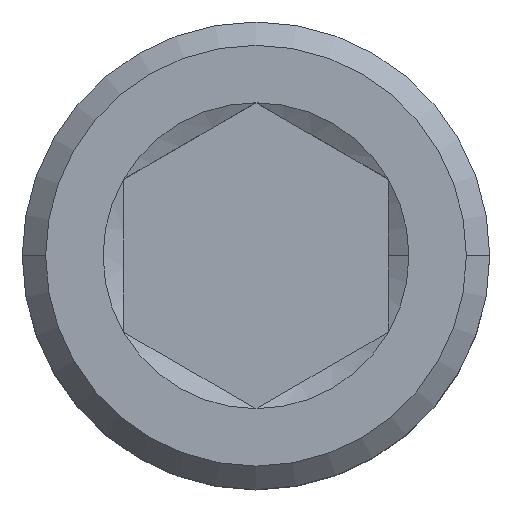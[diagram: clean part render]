
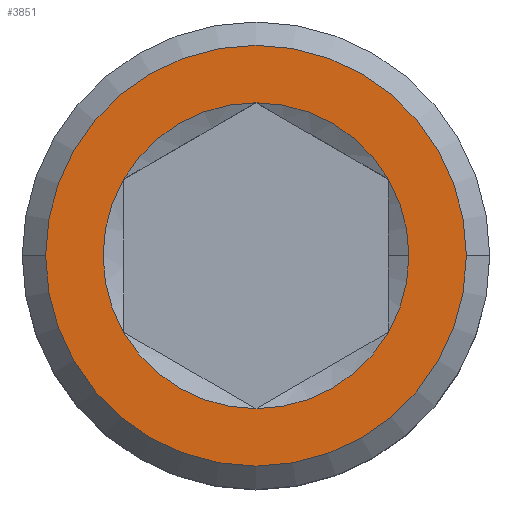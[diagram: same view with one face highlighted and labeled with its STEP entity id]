
A CAD part, top view. The second image highlights one B-rep face of the part: STEP entity #3851.
In plain terms, the highlighted planar face has unit normal (0, 0, 1).
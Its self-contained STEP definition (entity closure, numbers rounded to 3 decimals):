
#130 = ORIENTED_EDGE ( 'NONE', *, *, #3194, .F. ) ;
#273 = ORIENTED_EDGE ( 'NONE', *, *, #5251, .F. ) ;
#306 = DIRECTION ( 'NONE',  ( 1., 0., 0. ) ) ;
#360 = DIRECTION ( 'NONE',  ( 1., 0., 0. ) ) ;
#403 = DIRECTION ( 'NONE',  ( 1., 0., 0. ) ) ;
#567 = CARTESIAN_POINT ( 'NONE',  ( 13.5, 0., 60. ) ) ;
#585 = EDGE_LOOP ( 'NONE', ( #4239, #5536 ) ) ;
#819 = CARTESIAN_POINT ( 'NONE',  ( 0., 0., 60. ) ) ;
#915 = VERTEX_POINT ( 'NONE', #2840 ) ;
#933 = CARTESIAN_POINT ( 'NONE',  ( 0., 0., 60. ) ) ;
#1000 = DIRECTION ( 'NONE',  ( 1., 0., 0. ) ) ;
#1073 = VERTEX_POINT ( 'NONE', #4005 ) ;
#1156 = CIRCLE ( 'NONE', #1241, 9.815 ) ;
#1241 = AXIS2_PLACEMENT_3D ( 'NONE', #5568, #1828, #6081 ) ;
#1422 = DIRECTION ( 'NONE',  ( 0., 0., 1. ) ) ;
#1828 = DIRECTION ( 'NONE',  ( 0., 0., 1. ) ) ;
#1860 = ORIENTED_EDGE ( 'NONE', *, *, #5428, .F. ) ;
#1907 = AXIS2_PLACEMENT_3D ( 'NONE', #6293, #4152, #360 ) ;
#1932 = DIRECTION ( 'NONE',  ( 0., 0., 1. ) ) ;
#1996 = CARTESIAN_POINT ( 'NONE',  ( 0., 0., 60. ) ) ;
#2054 = CARTESIAN_POINT ( 'NONE',  ( 0., 0., 60. ) ) ;
#2197 = EDGE_CURVE ( 'NONE', #4222, #6957, #6403, .T. ) ;
#2258 = ORIENTED_EDGE ( 'NONE', *, *, #2636, .F. ) ;
#2303 = ORIENTED_EDGE ( 'NONE', *, *, #3098, .F. ) ;
#2376 = CIRCLE ( 'NONE', #2399, 9.815 ) ;
#2399 = AXIS2_PLACEMENT_3D ( 'NONE', #2054, #5828, #1000 ) ;
#2408 = CIRCLE ( 'NONE', #4153, 13.5 ) ;
#2504 = VERTEX_POINT ( 'NONE', #6294 ) ;
#2527 = DIRECTION ( 'NONE',  ( 1., 0., 0. ) ) ;
#2550 = DIRECTION ( 'NONE',  ( 0., 0., 1. ) ) ;
#2561 = CARTESIAN_POINT ( 'NONE',  ( 0., 9.815, 60. ) ) ;
#2585 = EDGE_CURVE ( 'NONE', #6957, #4222, #2408, .T. ) ;
#2636 = EDGE_CURVE ( 'NONE', #5308, #2504, #3511, .T. ) ;
#2697 = CARTESIAN_POINT ( 'NONE',  ( -8.5, -4.907, 60. ) ) ;
#2743 = CIRCLE ( 'NONE', #6396, 9.815 ) ;
#2786 = CIRCLE ( 'NONE', #1907, 9.815 ) ;
#2805 = VERTEX_POINT ( 'NONE', #2561 ) ;
#2840 = CARTESIAN_POINT ( 'NONE',  ( 0., -9.815, 60. ) ) ;
#2991 = CARTESIAN_POINT ( 'NONE',  ( 8.5, -4.907, 60. ) ) ;
#3002 = DIRECTION ( 'NONE',  ( 0., 0., 1. ) ) ;
#3014 = CARTESIAN_POINT ( 'NONE',  ( 0., 0., 60. ) ) ;
#3097 = CARTESIAN_POINT ( 'NONE',  ( -13.5, 0., 60. ) ) ;
#3098 = EDGE_CURVE ( 'NONE', #5591, #915, #1156, .T. ) ;
#3194 = EDGE_CURVE ( 'NONE', #2805, #5196, #2743, .T. ) ;
#3447 = DIRECTION ( 'NONE',  ( 0., 0., 1. ) ) ;
#3511 = CIRCLE ( 'NONE', #5971, 9.815 ) ;
#3746 = AXIS2_PLACEMENT_3D ( 'NONE', #6139, #3447, #5115 ) ;
#3825 = DIRECTION ( 'NONE',  ( 1., 0., 0. ) ) ;
#3851 = ADVANCED_FACE ( 'NONE', ( #6945, #5484 ), #5615, .T. ) ;
#3989 = EDGE_CURVE ( 'NONE', #915, #5308, #2786, .T. ) ;
#4005 = CARTESIAN_POINT ( 'NONE',  ( 8.5, 4.907, 60. ) ) ;
#4051 = DIRECTION ( 'NONE',  ( 1., 0., 0. ) ) ;
#4081 = ORIENTED_EDGE ( 'NONE', *, *, #3989, .F. ) ;
#4152 = DIRECTION ( 'NONE',  ( 0., 0., 1. ) ) ;
#4153 = AXIS2_PLACEMENT_3D ( 'NONE', #933, #1422, #403 ) ;
#4222 = VERTEX_POINT ( 'NONE', #3097 ) ;
#4235 = AXIS2_PLACEMENT_3D ( 'NONE', #1996, #2550, #2527 ) ;
#4239 = ORIENTED_EDGE ( 'NONE', *, *, #2197, .T. ) ;
#4357 = EDGE_CURVE ( 'NONE', #2504, #1073, #2376, .T. ) ;
#4895 = ORIENTED_EDGE ( 'NONE', *, *, #4357, .F. ) ;
#5012 = DIRECTION ( 'NONE',  ( 0., 0., 1. ) ) ;
#5062 = CIRCLE ( 'NONE', #5916, 9.815 ) ;
#5115 = DIRECTION ( 'NONE',  ( 1., 0., 0. ) ) ;
#5196 = VERTEX_POINT ( 'NONE', #5669 ) ;
#5219 = CIRCLE ( 'NONE', #4235, 9.815 ) ;
#5229 = AXIS2_PLACEMENT_3D ( 'NONE', #5465, #5012, #3825 ) ;
#5251 = EDGE_CURVE ( 'NONE', #5196, #5591, #5062, .T. ) ;
#5308 = VERTEX_POINT ( 'NONE', #2991 ) ;
#5428 = EDGE_CURVE ( 'NONE', #1073, #2805, #5219, .T. ) ;
#5465 = CARTESIAN_POINT ( 'NONE',  ( 0., 0., 60. ) ) ;
#5484 = FACE_BOUND ( 'NONE', #6082, .T. ) ;
#5536 = ORIENTED_EDGE ( 'NONE', *, *, #2585, .T. ) ;
#5568 = CARTESIAN_POINT ( 'NONE',  ( 0., 0., 60. ) ) ;
#5591 = VERTEX_POINT ( 'NONE', #2697 ) ;
#5615 = PLANE ( 'NONE',  #3746 ) ;
#5669 = CARTESIAN_POINT ( 'NONE',  ( -8.5, 4.907, 60. ) ) ;
#5828 = DIRECTION ( 'NONE',  ( 0., 0., 1. ) ) ;
#5916 = AXIS2_PLACEMENT_3D ( 'NONE', #3014, #6814, #306 ) ;
#5971 = AXIS2_PLACEMENT_3D ( 'NONE', #6251, #3002, #6806 ) ;
#6081 = DIRECTION ( 'NONE',  ( 1., 0., 0. ) ) ;
#6082 = EDGE_LOOP ( 'NONE', ( #1860, #4895, #2258, #4081, #2303, #273, #130 ) ) ;
#6139 = CARTESIAN_POINT ( 'NONE',  ( 0., 15., 60. ) ) ;
#6251 = CARTESIAN_POINT ( 'NONE',  ( 0., 0., 60. ) ) ;
#6293 = CARTESIAN_POINT ( 'NONE',  ( 0., 0., 60. ) ) ;
#6294 = CARTESIAN_POINT ( 'NONE',  ( 9.815, 0., 60. ) ) ;
#6396 = AXIS2_PLACEMENT_3D ( 'NONE', #819, #1932, #4051 ) ;
#6403 = CIRCLE ( 'NONE', #5229, 13.5 ) ;
#6806 = DIRECTION ( 'NONE',  ( 1., 0., 0. ) ) ;
#6814 = DIRECTION ( 'NONE',  ( 0., 0., 1. ) ) ;
#6945 = FACE_OUTER_BOUND ( 'NONE', #585, .T. ) ;
#6957 = VERTEX_POINT ( 'NONE', #567 ) ;
